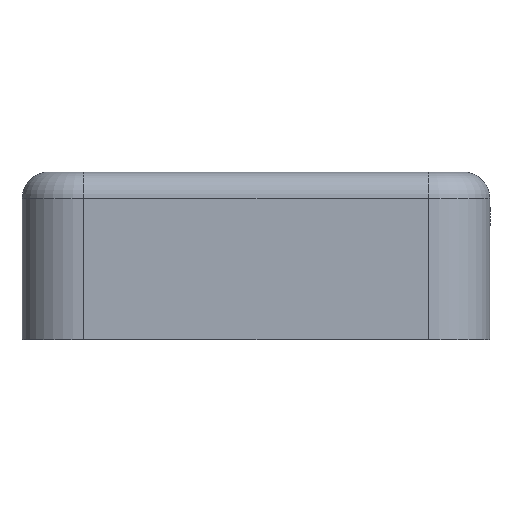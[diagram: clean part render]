
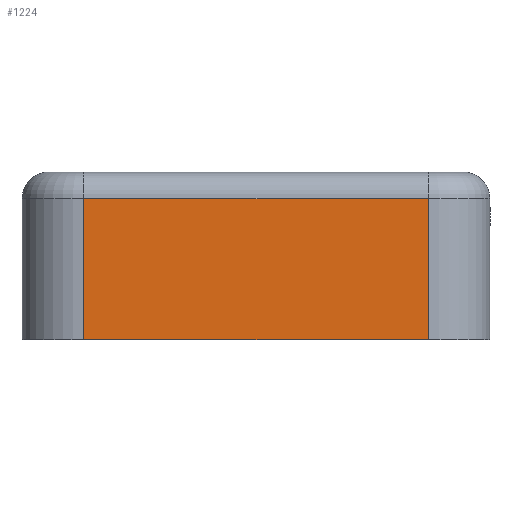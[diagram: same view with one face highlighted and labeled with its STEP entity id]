
A CAD part, left-side view. The second image highlights one B-rep face of the part: STEP entity #1224.
In plain terms, the highlighted face is planar.
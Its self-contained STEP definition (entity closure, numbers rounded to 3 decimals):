
#66=LINE('',#1902,#154);
#67=LINE('',#1905,#155);
#68=LINE('',#1907,#156);
#69=LINE('',#1909,#157);
#154=VECTOR('',#1487,1000.);
#155=VECTOR('',#1488,1000.);
#156=VECTOR('',#1489,1000.);
#157=VECTOR('',#1490,1000.);
#242=PLANE('',#1314);
#267=ORIENTED_EDGE('',*,*,#627,.T.);
#268=ORIENTED_EDGE('',*,*,#628,.F.);
#269=ORIENTED_EDGE('',*,*,#629,.F.);
#270=ORIENTED_EDGE('',*,*,#630,.T.);
#627=EDGE_CURVE('',#807,#808,#66,.T.);
#628=EDGE_CURVE('',#809,#808,#67,.T.);
#629=EDGE_CURVE('',#810,#809,#68,.T.);
#630=EDGE_CURVE('',#810,#807,#69,.T.);
#807=VERTEX_POINT('',#1903);
#808=VERTEX_POINT('',#1904);
#809=VERTEX_POINT('',#1906);
#810=VERTEX_POINT('',#1908);
#1016=EDGE_LOOP('',(#267,#268,#269,#270));
#1116=FACE_BOUND('',#1016,.T.);
#1224=ADVANCED_FACE('',(#1116),#242,.T.);
#1314=AXIS2_PLACEMENT_3D('',#1901,#1485,#1486);
#1485=DIRECTION('',(0.,0.,-1.));
#1486=DIRECTION('',(-1.,0.,0.));
#1487=DIRECTION('',(-1.,0.,0.));
#1488=DIRECTION('',(0.,-1.,0.));
#1489=DIRECTION('',(-1.,0.,0.));
#1490=DIRECTION('',(0.,-1.,0.));
#1901=CARTESIAN_POINT('',(9.75,0.,-25.65));
#1902=CARTESIAN_POINT('',(9.75,-9.5,-25.65));
#1903=CARTESIAN_POINT('',(9.75,-9.5,-25.65));
#1904=CARTESIAN_POINT('',(-9.75,-9.5,-25.65));
#1905=CARTESIAN_POINT('',(-9.75,0.,-25.65));
#1906=CARTESIAN_POINT('',(-9.75,-1.5,-25.65));
#1907=CARTESIAN_POINT('',(9.75,-1.5,-25.65));
#1908=CARTESIAN_POINT('',(9.75,-1.5,-25.65));
#1909=CARTESIAN_POINT('',(9.75,0.,-25.65));
